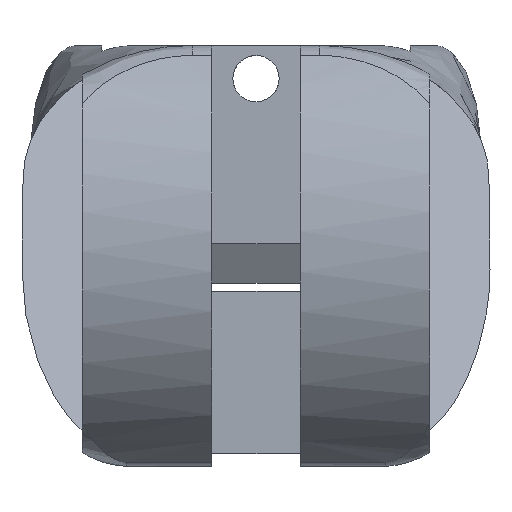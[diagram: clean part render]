
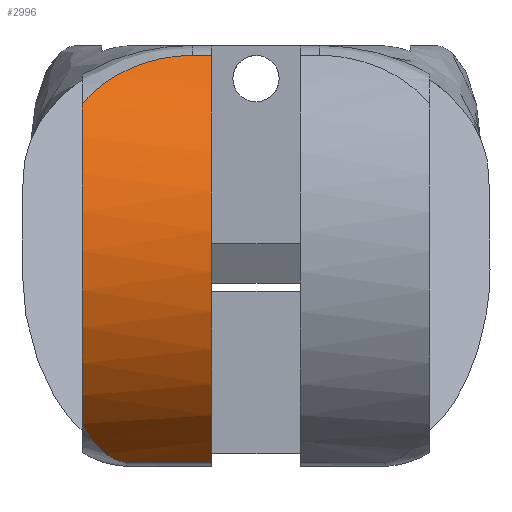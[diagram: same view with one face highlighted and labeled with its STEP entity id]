
A CAD part, front view. The second image highlights one B-rep face of the part: STEP entity #2996.
In plain terms, the highlighted cylindrical face has radius 11 mm (diameter 22 mm), a partial arc.
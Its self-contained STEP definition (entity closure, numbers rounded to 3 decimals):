
#19 = CARTESIAN_POINT ( 'NONE',  ( -7.287, 2.505, 7.997 ) ) ;
#191 = CIRCLE ( 'NONE', #8062, 11. ) ;
#360 = CARTESIAN_POINT ( 'NONE',  ( -7.9, 11., 1. ) ) ;
#463 = CARTESIAN_POINT ( 'NONE',  ( -6.435, 5.981, -8.789 ) ) ;
#665 = CARTESIAN_POINT ( 'NONE',  ( 80.394, 4.086, 9.556 ) ) ;
#809 = FACE_OUTER_BOUND ( 'NONE', #8140, .T. ) ;
#1075 = B_SPLINE_CURVE_WITH_KNOTS ( 'NONE', 3,
 ( #11566, #10433, #2331, #1485, #9570, #4465, #10390, #5489, #463, #4425, #2368, #9450, #8474, #7531 ),
 .UNSPECIFIED., .F., .F.,
 ( 4, 2, 2, 2, 2, 2, 4 ),
 ( 0., 0.001, 0.002, 0.003, 0.003, 0.004, 0.004 ),
 .UNSPECIFIED. ) ;
#1381 = DIRECTION ( 'NONE',  ( -1., 0., 0. ) ) ;
#1485 = CARTESIAN_POINT ( 'NONE',  ( -7.429, 4.574, -7.933 ) ) ;
#1726 = ORIENTED_EDGE ( 'NONE', *, *, #6365, .F. ) ;
#1948 = VERTEX_POINT ( 'NONE', #6809 ) ;
#2009 = CARTESIAN_POINT ( 'NONE',  ( -6.555, 2.973, 8.522 ) ) ;
#2331 = CARTESIAN_POINT ( 'NONE',  ( -7.678, 4.104, -7.575 ) ) ;
#2368 = CARTESIAN_POINT ( 'NONE',  ( -6.18, 6.161, -8.878 ) ) ;
#2772 = EDGE_CURVE ( 'NONE', #11652, #8399, #5707, .T. ) ;
#2960 = CARTESIAN_POINT ( 'NONE',  ( -4.622, 3.833, 9.345 ) ) ;
#2975 = CARTESIAN_POINT ( 'NONE',  ( -2., 11., 1. ) ) ;
#2996 = ADVANCED_FACE ( 'NONE', ( #809 ), #12998, .T. ) ;
#3059 = CARTESIAN_POINT ( 'NONE',  ( -6.746, 2.857, 8.397 ) ) ;
#3201 = ORIENTED_EDGE ( 'NONE', *, *, #12559, .T. ) ;
#3695 = CARTESIAN_POINT ( 'NONE',  ( -2., 6.243, -8.918 ) ) ;
#3916 = CARTESIAN_POINT ( 'NONE',  ( -2.889, 4.086, 9.556 ) ) ;
#3934 = ORIENTED_EDGE ( 'NONE', *, *, #5073, .T. ) ;
#4425 = CARTESIAN_POINT ( 'NONE',  ( -6.247, 6.119, -8.858 ) ) ;
#4465 = CARTESIAN_POINT ( 'NONE',  ( -6.997, 5.292, -8.408 ) ) ;
#4645 = EDGE_CURVE ( 'NONE', #7037, #9063, #5066, .T. ) ;
#4847 = CARTESIAN_POINT ( 'NONE',  ( -7.612, 2.262, 7.695 ) ) ;
#4989 = CARTESIAN_POINT ( 'NONE',  ( -3.401, 4.086, 9.556 ) ) ;
#5066 = LINE ( 'NONE', #7482, #7312 ) ;
#5073 = EDGE_CURVE ( 'NONE', #7367, #1948, #7925, .T. ) ;
#5489 = CARTESIAN_POINT ( 'NONE',  ( -6.542, 5.871, -8.732 ) ) ;
#5599 = AXIS2_PLACEMENT_3D ( 'NONE', #13087, #9000, #9674 ) ;
#5707 = CIRCLE ( 'NONE', #9445, 11. ) ;
#6062 = CARTESIAN_POINT ( 'NONE',  ( -5.534, 3.498, 9.046 ) ) ;
#6344 = DIRECTION ( 'NONE',  ( 0., 0., -1. ) ) ;
#6365 = EDGE_CURVE ( 'NONE', #7367, #9063, #191, .T. ) ;
#6390 = DIRECTION ( 'NONE',  ( 1., 0., 0. ) ) ;
#6717 = CARTESIAN_POINT ( 'NONE',  ( -5.869, 6.243, -8.918 ) ) ;
#6809 = CARTESIAN_POINT ( 'NONE',  ( -2.889, 4.086, 9.556 ) ) ;
#7037 = VERTEX_POINT ( 'NONE', #6717 ) ;
#7312 = VECTOR ( 'NONE', #12580, 1000. ) ;
#7367 = VERTEX_POINT ( 'NONE', #9870 ) ;
#7482 = CARTESIAN_POINT ( 'NONE',  ( 80.394, 6.243, -8.918 ) ) ;
#7531 = CARTESIAN_POINT ( 'NONE',  ( -5.869, 6.243, -8.918 ) ) ;
#7724 = CARTESIAN_POINT ( 'NONE',  ( -7.9, 3.646, -7.18 ) ) ;
#7925 = LINE ( 'NONE', #665, #11595 ) ;
#8062 = AXIS2_PLACEMENT_3D ( 'NONE', #2975, #6390, #6344 ) ;
#8140 = EDGE_LOOP ( 'NONE', ( #10551, #10397, #11299, #1726, #3934, #3201 ) ) ;
#8374 = DIRECTION ( 'NONE',  ( 0., 0., -1. ) ) ;
#8399 = VERTEX_POINT ( 'NONE', #10942 ) ;
#8474 = CARTESIAN_POINT ( 'NONE',  ( -5.951, 6.243, -8.918 ) ) ;
#9000 = DIRECTION ( 'NONE',  ( -1., 0., 0. ) ) ;
#9063 = VERTEX_POINT ( 'NONE', #3695 ) ;
#9445 = AXIS2_PLACEMENT_3D ( 'NONE', #360, #1381, #8374 ) ;
#9450 = CARTESIAN_POINT ( 'NONE',  ( -6.032, 6.223, -8.909 ) ) ;
#9570 = CARTESIAN_POINT ( 'NONE',  ( -7.296, 4.813, -8.099 ) ) ;
#9674 = DIRECTION ( 'NONE',  ( 0., 0., 1. ) ) ;
#9870 = CARTESIAN_POINT ( 'NONE',  ( -2., 4.086, 9.556 ) ) ;
#9962 = CARTESIAN_POINT ( 'NONE',  ( -3.897, 4.017, 9.501 ) ) ;
#10061 = CARTESIAN_POINT ( 'NONE',  ( -4.859, 3.758, 9.281 ) ) ;
#10106 = CARTESIAN_POINT ( 'NONE',  ( -5.957, 3.3, 8.857 ) ) ;
#10390 = CARTESIAN_POINT ( 'NONE',  ( -6.834, 5.535, -8.55 ) ) ;
#10397 = ORIENTED_EDGE ( 'NONE', *, *, #12791, .T. ) ;
#10433 = CARTESIAN_POINT ( 'NONE',  ( -7.793, 3.872, -7.384 ) ) ;
#10551 = ORIENTED_EDGE ( 'NONE', *, *, #2772, .F. ) ;
#10839 = DIRECTION ( 'NONE',  ( -1., 0., 0. ) ) ;
#10942 = CARTESIAN_POINT ( 'NONE',  ( -7.9, 2.019, 7.351 ) ) ;
#11031 = CARTESIAN_POINT ( 'NONE',  ( -7.9, 2.019, 7.351 ) ) ;
#11299 = ORIENTED_EDGE ( 'NONE', *, *, #4645, .T. ) ;
#11566 = CARTESIAN_POINT ( 'NONE',  ( -7.9, 3.646, -7.18 ) ) ;
#11595 = VECTOR ( 'NONE', #10839, 1000. ) ;
#11652 = VERTEX_POINT ( 'NONE', #7724 ) ;
#11985 = B_SPLINE_CURVE_WITH_KNOTS ( 'NONE', 3,
 ( #3916, #4989, #9962, #2960, #10061, #13011, #6062, #10106, #12145, #2009, #3059, #19, #4847, #11031 ),
 .UNSPECIFIED., .F., .F.,
 ( 4, 2, 2, 2, 2, 2, 4 ),
 ( 0., 0.002, 0.002, 0.003, 0.004, 0.005, 0.006 ),
 .UNSPECIFIED. ) ;
#12145 = CARTESIAN_POINT ( 'NONE',  ( -6.161, 3.194, 8.752 ) ) ;
#12559 = EDGE_CURVE ( 'NONE', #1948, #8399, #11985, .T. ) ;
#12580 = DIRECTION ( 'NONE',  ( 1., 0., 0. ) ) ;
#12791 = EDGE_CURVE ( 'NONE', #11652, #7037, #1075, .T. ) ;
#12998 = CYLINDRICAL_SURFACE ( 'NONE', #5599, 11. ) ;
#13011 = CARTESIAN_POINT ( 'NONE',  ( -5.315, 3.591, 9.131 ) ) ;
#13087 = CARTESIAN_POINT ( 'NONE',  ( 80.394, 11., 1. ) ) ;
